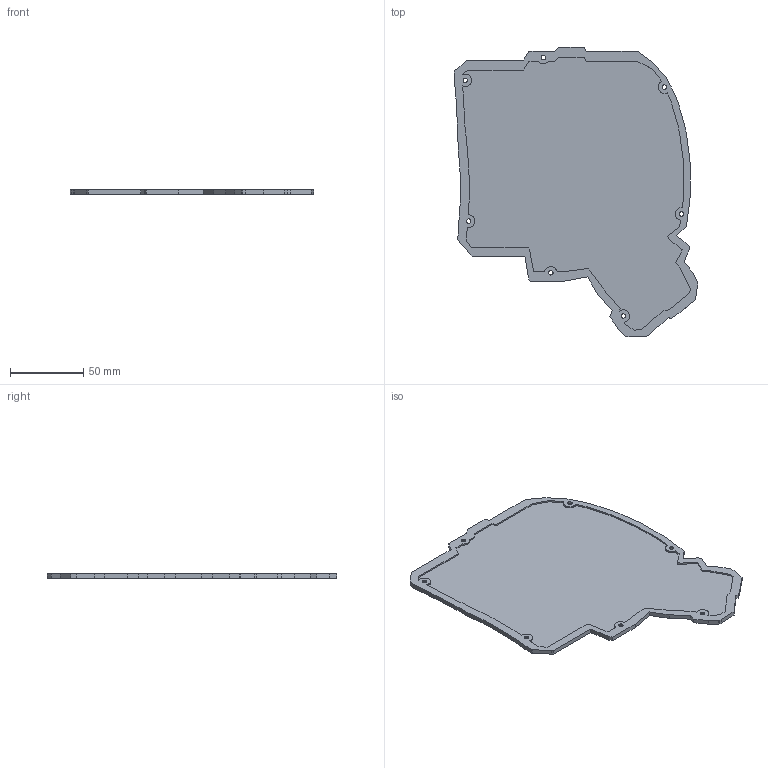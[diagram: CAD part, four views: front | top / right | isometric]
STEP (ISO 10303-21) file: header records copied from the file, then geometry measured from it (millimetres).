
FILE_DESCRIPTION(('Open CASCADE Model'),'2;1');
FILE_NAME('Open CASCADE Shape Model','2022-05-13T06:27:02',('Author'),( 'Open CASCADE'),'Open CASCADE STEP processor 7.4','Open CASCADE 7.4' ,'Unknown');
FILE_SCHEMA(('AUTOMOTIVE_DESIGN { 1 0 10303 214 1 1 1 1 }'));
Length unit declared in the file: millimetre
Products named in the file (1): Open CASCADE STEP translator 7.4 242
Bounding box: 166.52 x 197.92 x 3 mm (x, y, z)
Volume: 52900.1 mm3; surface area: 52173.2 mm2
Topology: 1 solids, 1 shells, 148 faces, 428 edges, 283 vertices
Faces by surface type: plane 126, cylinder 15, cone 7
Full cylindrical faces by diameter (mm): 3 x7
Entity records: 10485 total; most frequent: CARTESIAN_POINT 1896, DIRECTION 1589, LINE 1217, VECTOR 1217, ORIENTED_EDGE 856, PCURVE 856, DEFINITIONAL_REPRESENTATION 856, EDGE_CURVE 428
